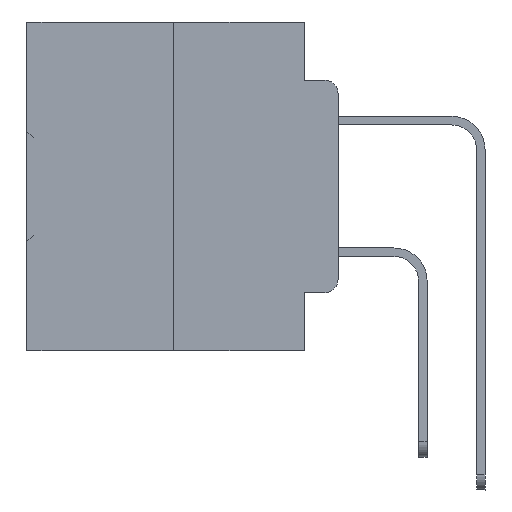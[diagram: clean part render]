
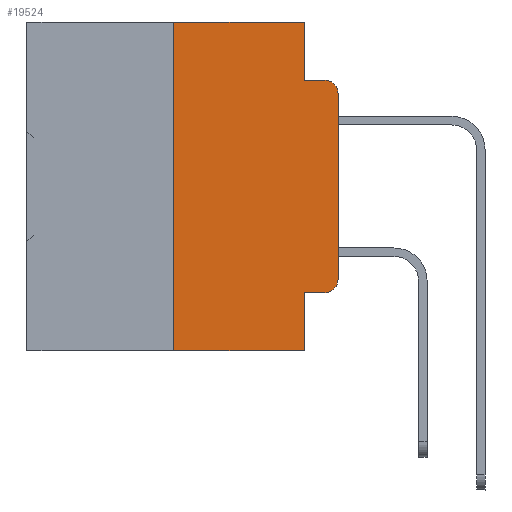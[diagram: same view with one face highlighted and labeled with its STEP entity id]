
A CAD part, left-side view. The second image highlights one B-rep face of the part: STEP entity #19524.
In plain terms, the highlighted planar face has unit normal (-1, 0, 0).
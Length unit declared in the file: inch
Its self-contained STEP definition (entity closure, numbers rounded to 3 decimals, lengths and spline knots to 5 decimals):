
#868 = EDGE_CURVE ( 'NONE', #25011, #38794, #19051, .T. ) ;
#977 = EDGE_CURVE ( 'NONE', #32461, #29273, #20146, .T. ) ;
#1909 = CARTESIAN_POINT ( 'NONE',  ( 0., 0.051, 0. ) ) ;
#1960 = FACE_OUTER_BOUND ( 'NONE', #26686, .T. ) ;
#2096 = VECTOR ( 'NONE', #7603, 39.37008 ) ;
#3010 = ORIENTED_EDGE ( 'NONE', *, *, #18736, .T. ) ;
#3139 = EDGE_CURVE ( 'NONE', #29082, #3571, #30125, .T. ) ;
#3571 = VERTEX_POINT ( 'NONE', #20157 ) ;
#3965 = DIRECTION ( 'NONE',  ( -1., 0., 0. ) ) ;
#4806 = DIRECTION ( 'NONE',  ( 1., 0., 0. ) ) ;
#4843 = ORIENTED_EDGE ( 'NONE', *, *, #39413, .T. ) ;
#4916 = LINE ( 'NONE', #11191, #33997 ) ;
#5067 = VERTEX_POINT ( 'NONE', #32527 ) ;
#5202 = VECTOR ( 'NONE', #26810, 39.37008 ) ;
#5681 = CARTESIAN_POINT ( 'NONE',  ( 0., 0.02, -0.0885 ) ) ;
#5836 = LINE ( 'NONE', #22017, #20836 ) ;
#6720 = DIRECTION ( 'NONE',  ( -1., 0., 0. ) ) ;
#7154 = CARTESIAN_POINT ( 'NONE',  ( 0., 0.25, 0. ) ) ;
#7264 = ORIENTED_EDGE ( 'NONE', *, *, #29345, .F. ) ;
#7603 = DIRECTION ( 'NONE',  ( 0., 0., -1. ) ) ;
#8257 = EDGE_CURVE ( 'NONE', #14524, #28402, #35933, .T. ) ;
#8396 = VECTOR ( 'NONE', #17106, 39.37008 ) ;
#9341 = EDGE_CURVE ( 'NONE', #5067, #29082, #36787, .T. ) ;
#10660 = DIRECTION ( 'NONE',  ( 0., 0., 1. ) ) ;
#10688 = AXIS2_PLACEMENT_3D ( 'NONE', #18962, #3965, #31709 ) ;
#10857 = LINE ( 'NONE', #16511, #8396 ) ;
#11191 = CARTESIAN_POINT ( 'NONE',  ( 0., 0.051, -0.0885 ) ) ;
#11484 = CARTESIAN_POINT ( 'NONE',  ( 0., 0.473, 0. ) ) ;
#12923 = ORIENTED_EDGE ( 'NONE', *, *, #3139, .T. ) ;
#13357 = ORIENTED_EDGE ( 'NONE', *, *, #9341, .T. ) ;
#14524 = VERTEX_POINT ( 'NONE', #18328 ) ;
#15140 = DIRECTION ( 'NONE',  ( 0., 0., 1. ) ) ;
#16244 = ORIENTED_EDGE ( 'NONE', *, *, #977, .F. ) ;
#16511 = CARTESIAN_POINT ( 'NONE',  ( 0., 0.051, 0. ) ) ;
#16886 = CARTESIAN_POINT ( 'NONE',  ( 0., 0.473, -0.5 ) ) ;
#17106 = DIRECTION ( 'NONE',  ( 0., 0., -1. ) ) ;
#17692 = LINE ( 'NONE', #16886, #5202 ) ;
#17958 = DIRECTION ( 'NONE',  ( 0., 0., -1. ) ) ;
#18328 = CARTESIAN_POINT ( 'NONE',  ( 0., 0.051, 0. ) ) ;
#18719 = CARTESIAN_POINT ( 'NONE',  ( 0., 0.02, -0.4115 ) ) ;
#18736 = EDGE_CURVE ( 'NONE', #32461, #27098, #17692, .T. ) ;
#18962 = CARTESIAN_POINT ( 'NONE',  ( 0., 0.02, -0.1085 ) ) ;
#19051 = CIRCLE ( 'NONE', #10688, 0.02 ) ;
#19067 = DIRECTION ( 'NONE',  ( 0., 0., -1. ) ) ;
#19524 = ADVANCED_FACE ( 'NONE', ( #1960 ), #29904, .F. ) ;
#20146 = LINE ( 'NONE', #38378, #30071 ) ;
#20157 = CARTESIAN_POINT ( 'NONE',  ( 0., 0., -0.3915 ) ) ;
#20169 = VECTOR ( 'NONE', #25494, 39.37008 ) ;
#20402 = AXIS2_PLACEMENT_3D ( 'NONE', #25151, #6720, #19067 ) ;
#20836 = VECTOR ( 'NONE', #15140, 39.37008 ) ;
#21986 = EDGE_CURVE ( 'NONE', #5067, #27098, #10857, .T. ) ;
#22017 = CARTESIAN_POINT ( 'NONE',  ( 0., 0., 0. ) ) ;
#22256 = CARTESIAN_POINT ( 'NONE',  ( 0., 0.473, 0. ) ) ;
#22843 = ORIENTED_EDGE ( 'NONE', *, *, #868, .T. ) ;
#22912 = ORIENTED_EDGE ( 'NONE', *, *, #8257, .F. ) ;
#23553 = CARTESIAN_POINT ( 'NONE',  ( 0., 0., -0.1085 ) ) ;
#24263 = ORIENTED_EDGE ( 'NONE', *, *, #39112, .F. ) ;
#24827 = DIRECTION ( 'NONE',  ( 0., -1., 0. ) ) ;
#25011 = VERTEX_POINT ( 'NONE', #23553 ) ;
#25151 = CARTESIAN_POINT ( 'NONE',  ( 0., 0.02, -0.3915 ) ) ;
#25494 = DIRECTION ( 'NONE',  ( 0., -1., 0. ) ) ;
#25700 = LINE ( 'NONE', #22256, #20169 ) ;
#26686 = EDGE_LOOP ( 'NONE', ( #4843, #22843, #7264, #22912, #24263, #16244, #3010, #32821, #13357, #12923 ) ) ;
#26810 = DIRECTION ( 'NONE',  ( 0., -1., 0. ) ) ;
#27098 = VERTEX_POINT ( 'NONE', #28249 ) ;
#28220 = CARTESIAN_POINT ( 'NONE',  ( 0., 0.051, -0.0885 ) ) ;
#28249 = CARTESIAN_POINT ( 'NONE',  ( 0., 0.051, -0.5 ) ) ;
#28402 = VERTEX_POINT ( 'NONE', #28220 ) ;
#29057 = AXIS2_PLACEMENT_3D ( 'NONE', #11484, #4806, #17958 ) ;
#29082 = VERTEX_POINT ( 'NONE', #18719 ) ;
#29273 = VERTEX_POINT ( 'NONE', #7154 ) ;
#29345 = EDGE_CURVE ( 'NONE', #28402, #38794, #4916, .T. ) ;
#29904 = PLANE ( 'NONE',  #29057 ) ;
#29978 = CARTESIAN_POINT ( 'NONE',  ( 0., 0.25, -0.5 ) ) ;
#30071 = VECTOR ( 'NONE', #10660, 39.37008 ) ;
#30125 = CIRCLE ( 'NONE', #20402, 0.02 ) ;
#31709 = DIRECTION ( 'NONE',  ( 0., 0., -1. ) ) ;
#32461 = VERTEX_POINT ( 'NONE', #29978 ) ;
#32527 = CARTESIAN_POINT ( 'NONE',  ( 0., 0.051, -0.4115 ) ) ;
#32821 = ORIENTED_EDGE ( 'NONE', *, *, #21986, .F. ) ;
#33997 = VECTOR ( 'NONE', #36092, 39.37008 ) ;
#35933 = LINE ( 'NONE', #1909, #2096 ) ;
#36092 = DIRECTION ( 'NONE',  ( 0., -1., 0. ) ) ;
#36787 = LINE ( 'NONE', #39821, #38946 ) ;
#38378 = CARTESIAN_POINT ( 'NONE',  ( 0., 0.25, 0. ) ) ;
#38794 = VERTEX_POINT ( 'NONE', #5681 ) ;
#38946 = VECTOR ( 'NONE', #24827, 39.37008 ) ;
#39112 = EDGE_CURVE ( 'NONE', #29273, #14524, #25700, .T. ) ;
#39413 = EDGE_CURVE ( 'NONE', #3571, #25011, #5836, .T. ) ;
#39821 = CARTESIAN_POINT ( 'NONE',  ( 0., 0.051, -0.4115 ) ) ;
